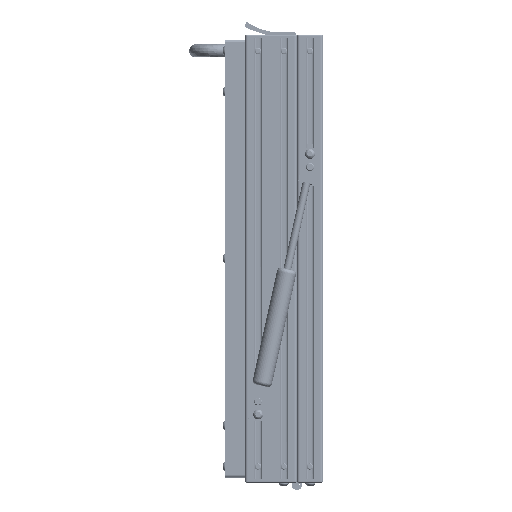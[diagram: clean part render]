
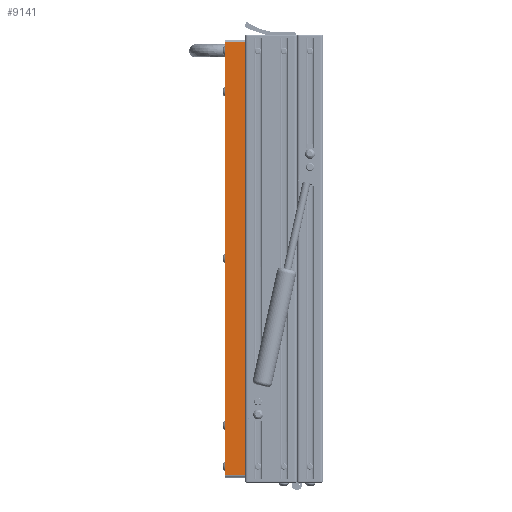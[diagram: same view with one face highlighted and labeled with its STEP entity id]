
A CAD part, left-side view. The second image highlights one B-rep face of the part: STEP entity #9141.
In plain terms, the highlighted planar face has unit normal (-1, 0, 0).
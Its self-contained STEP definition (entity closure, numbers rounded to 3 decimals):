
#489 = DIRECTION ( 'NONE',  ( 0., 0., 1. ) ) ;
#3274 = PLANE ( 'NONE',  #23179 ) ;
#3635 = VECTOR ( 'NONE', #43731, 1000. ) ;
#5747 = VECTOR ( 'NONE', #5932, 1000. ) ;
#5932 = DIRECTION ( 'NONE',  ( 0., 1., 0. ) ) ;
#6140 = EDGE_CURVE ( 'NONE', #49029, #40261, #41503, .T. ) ;
#7565 = LINE ( 'NONE', #22089, #5747 ) ;
#8319 = CARTESIAN_POINT ( 'NONE',  ( -103., 7.5, -168.5 ) ) ;
#8963 = EDGE_CURVE ( 'NONE', #45734, #31619, #7565, .T. ) ;
#9141 = ADVANCED_FACE ( 'NONE', ( #39260 ), #3274, .F. ) ;
#11544 = ORIENTED_EDGE ( 'NONE', *, *, #15810, .T. ) ;
#13068 = CARTESIAN_POINT ( 'NONE',  ( -103., 7.5, -166.5 ) ) ;
#14401 = DIRECTION ( 'NONE',  ( 1., 0., 0. ) ) ;
#15810 = EDGE_CURVE ( 'NONE', #40261, #45734, #27257, .T. ) ;
#18908 = ORIENTED_EDGE ( 'NONE', *, *, #19860, .F. ) ;
#19822 = CARTESIAN_POINT ( 'NONE',  ( -103., 7.5, -166.5 ) ) ;
#19860 = EDGE_CURVE ( 'NONE', #49029, #31619, #35121, .T. ) ;
#22089 = CARTESIAN_POINT ( 'NONE',  ( -103., 7.5, 166.5 ) ) ;
#23179 = AXIS2_PLACEMENT_3D ( 'NONE', #31076, #14401, #42235 ) ;
#24198 = EDGE_LOOP ( 'NONE', ( #18908, #39740, #11544, #40178 ) ) ;
#27033 = CARTESIAN_POINT ( 'NONE',  ( -103., -7.5, -166.5 ) ) ;
#27257 = LINE ( 'NONE', #28284, #3635 ) ;
#28284 = CARTESIAN_POINT ( 'NONE',  ( -103., -7.5, -168.5 ) ) ;
#30880 = VECTOR ( 'NONE', #49357, 1000. ) ;
#31076 = CARTESIAN_POINT ( 'NONE',  ( -103., 7.5, -168.5 ) ) ;
#31619 = VERTEX_POINT ( 'NONE', #38428 ) ;
#33089 = CARTESIAN_POINT ( 'NONE',  ( -103., -7.5, 166.5 ) ) ;
#35121 = LINE ( 'NONE', #8319, #46909 ) ;
#38428 = CARTESIAN_POINT ( 'NONE',  ( -103., 7.5, 166.5 ) ) ;
#39260 = FACE_OUTER_BOUND ( 'NONE', #24198, .T. ) ;
#39740 = ORIENTED_EDGE ( 'NONE', *, *, #6140, .T. ) ;
#40178 = ORIENTED_EDGE ( 'NONE', *, *, #8963, .T. ) ;
#40261 = VERTEX_POINT ( 'NONE', #27033 ) ;
#41503 = LINE ( 'NONE', #13068, #30880 ) ;
#42235 = DIRECTION ( 'NONE',  ( 0., 0., -1. ) ) ;
#43731 = DIRECTION ( 'NONE',  ( 0., 0., 1. ) ) ;
#45734 = VERTEX_POINT ( 'NONE', #33089 ) ;
#46909 = VECTOR ( 'NONE', #489, 1000. ) ;
#49029 = VERTEX_POINT ( 'NONE', #19822 ) ;
#49357 = DIRECTION ( 'NONE',  ( 0., -1., 0. ) ) ;
